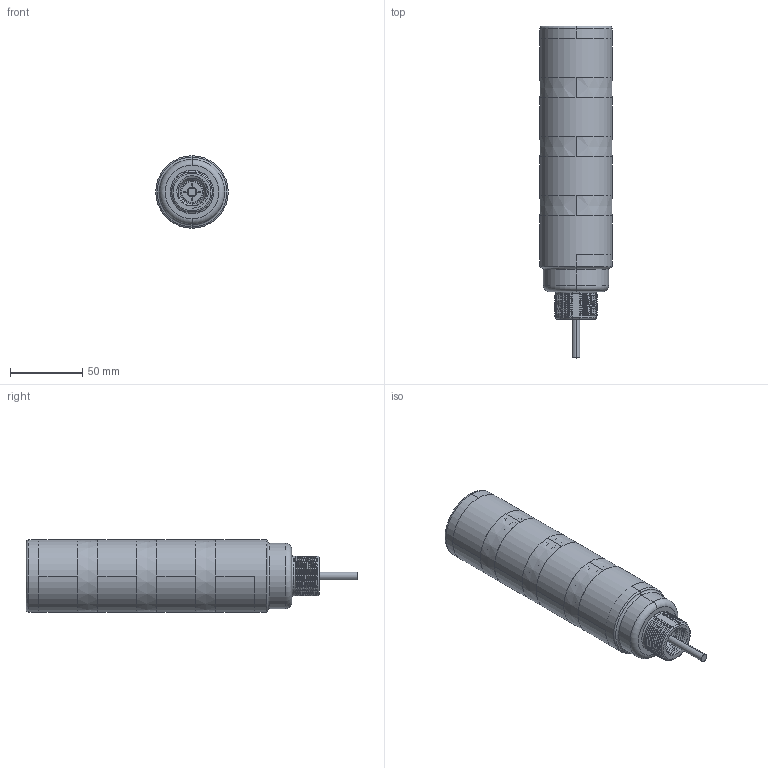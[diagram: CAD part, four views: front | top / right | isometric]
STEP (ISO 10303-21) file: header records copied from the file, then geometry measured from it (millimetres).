
FILE_DESCRIPTION((''),'2;1');
FILE_NAME('145185_SW','2009-02-10T',('banengservice'),('BANNER ENGINEERING'),'PRO/ENGINEER BY PARAMETRIC TECHNOLOGY CORPORATION, 2006170','PRO/ENGINEER BY PARAMETRIC TECHNOLOGY CORPORATION, 2006170','');
FILE_SCHEMA(('CONFIG_CONTROL_DESIGN'));
Products named in the file (1): 145185_SW
Bounding box: 50 x 229 x 50 mm (x, y, z)
Volume: 113852.6 mm3; surface area: 108443.6 mm2
Topology: 2 solids, 2 shells, 1298 faces, 3428 edges, 2219 vertices
Faces by surface type: plane 650, cylinder 346, bspline 128, cone 126, torus 48
Entity records: 66407 total; most frequent: CARTESIAN_POINT 34880, ORIENTED_EDGE 6856, DIRECTION 6163, EDGE_CURVE 3428, VERTEX_POINT 2219, AXIS2_PLACEMENT_3D 2146, VECTOR 1871, LINE 1871
